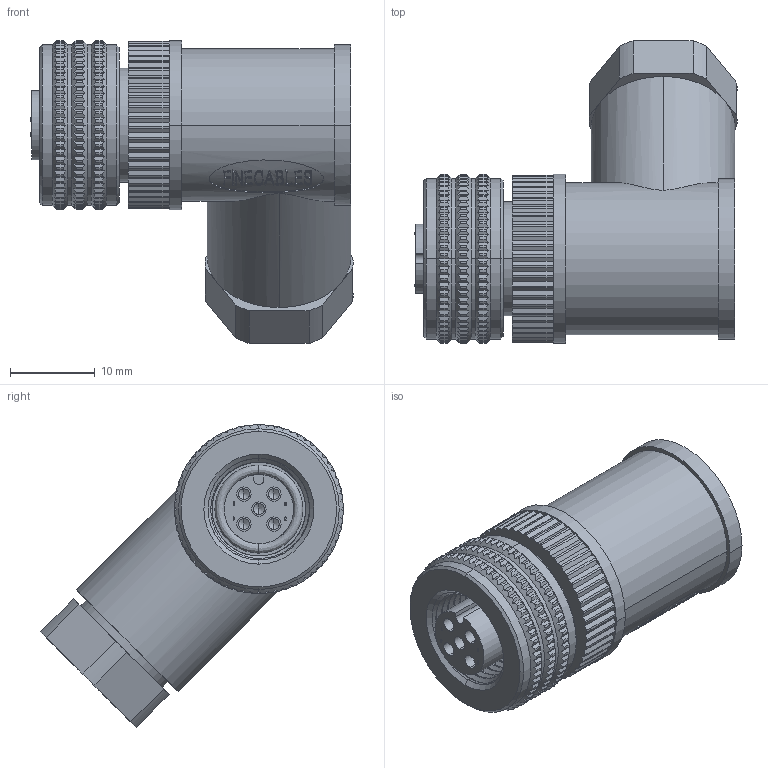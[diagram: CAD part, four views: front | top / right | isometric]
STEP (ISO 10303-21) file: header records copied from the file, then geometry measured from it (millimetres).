
FILE_DESCRIPTION (( 'STEP AP203' ), '1' );
FILE_NAME ('P170-171-PG9.STEP', '2020-03-31T05:40:58', ( 'edpusr' ), ( 'Microsoft' ), 'SwSTEP 2.0', 'SolidWorks 2015', '' );
FILE_SCHEMA (( 'CONFIG_CONTROL_DESIGN' ));
Length unit declared in the file: millimetre
Products named in the file (1): P170-171-PG9
Bounding box: 38.07 x 35.81 x 35.81 mm (x, y, z)
Volume: 12259.2 mm3; surface area: 8156.5 mm2
Topology: 5 solids, 5 shells, 1236 faces, 3545 edges, 2344 vertices
Faces by surface type: plane 638, cylinder 317, bspline 246, cone 35
Entity records: 61068 total; most frequent: CARTESIAN_POINT 31323, ORIENTED_EDGE 7070, DIRECTION 4929, EDGE_CURVE 3535, VERTEX_POINT 2344, AXIS2_PLACEMENT_3D 1696, LINE 1537, VECTOR 1537
